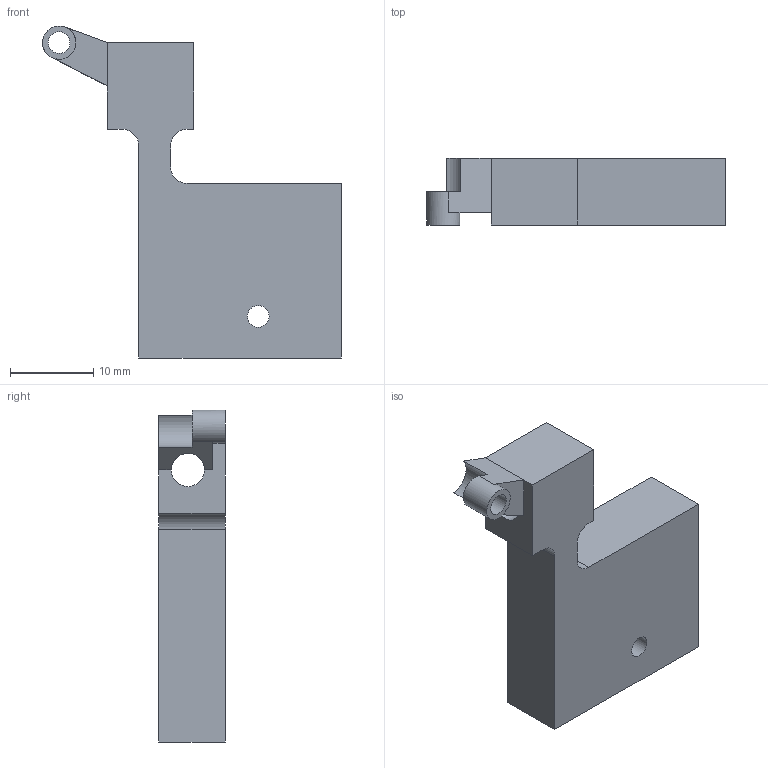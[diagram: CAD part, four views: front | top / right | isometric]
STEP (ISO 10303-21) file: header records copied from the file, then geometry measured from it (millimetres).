
FILE_DESCRIPTION(/* description */ ('TMB.004-00'),/* implementation_level */ '2;1');
FILE_NAME(/* name */ 'Evaporator Block v9.step',/* time_stamp */ '2024-02-13T16:27:30+01:00',/* author */ (''),/* organization */ (''),/* preprocessor_version */ 'ST-DEVELOPER v20',/* originating_system */ 'Autodesk Translation Framework v12.20.1.177',/* authorisation */ '');
FILE_SCHEMA (('AUTOMOTIVE_DESIGN { 1 0 10303 214 3 1 1 }'));
Length unit declared in the file: millimetre
Products named in the file (1): Evaporator Block
Bounding box: 35.91 x 8 x 39.88 mm (x, y, z)
Volume: 5049.8 mm3; surface area: 2765.4 mm2
Topology: 1 solids, 1 shells, 27 faces, 73 edges, 48 vertices
Faces by surface type: plane 18, cylinder 9
Full cylindrical faces by diameter (mm): 2.6 x2, 4 x1, 6 x1
Entity records: 903 total; most frequent: DIRECTION 149, CARTESIAN_POINT 149, ORIENTED_EDGE 146, EDGE_CURVE 73, LINE 53, VECTOR 53, VERTEX_POINT 48, AXIS2_PLACEMENT_3D 48
